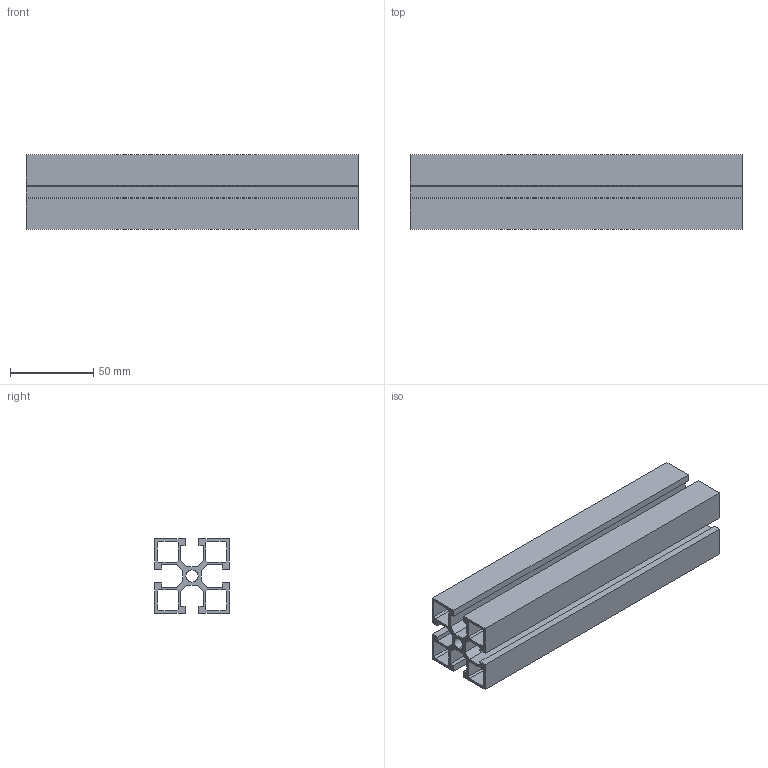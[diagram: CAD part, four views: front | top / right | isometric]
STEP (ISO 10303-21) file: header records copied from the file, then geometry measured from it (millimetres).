
FILE_DESCRIPTION (( 'STEP AP203' ), '1' );
FILE_NAME ('1.01.02.0047-profilo -alluminio-3D-45x45L.STEP', '2018-11-27T15:20:28', ( '' ), ( '' ), 'SwSTEP 2.0', 'SolidWorks 2018', '' );
FILE_SCHEMA (( 'CONFIG_CONTROL_DESIGN' ));
Length unit declared in the file: millimetre
Products named in the file (1): 1.01.02.0047-profilo -alluminio-3D-45x45L
Bounding box: 200 x 45 x 45 mm (x, y, z)
Volume: 113119.2 mm3; surface area: 112742.4 mm2
Topology: 1 solids, 1 shells, 80 faces, 234 edges, 156 vertices
Faces by surface type: plane 78, cylinder 2
Entity records: 2699 total; most frequent: CARTESIAN_POINT 471, ORIENTED_EDGE 468, DIRECTION 400, EDGE_CURVE 234, VECTOR 230, LINE 230, VERTEX_POINT 156, EDGE_LOOP 90
